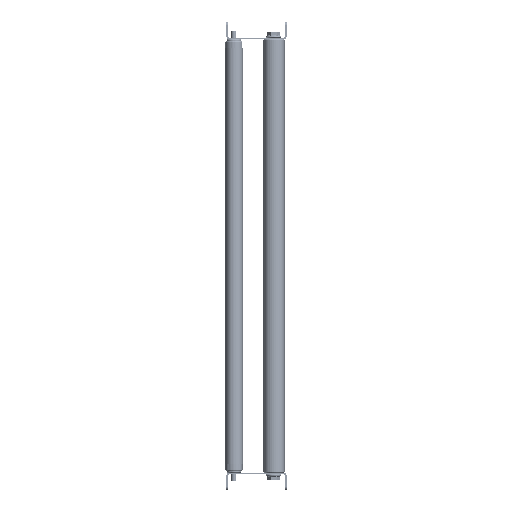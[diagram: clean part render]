
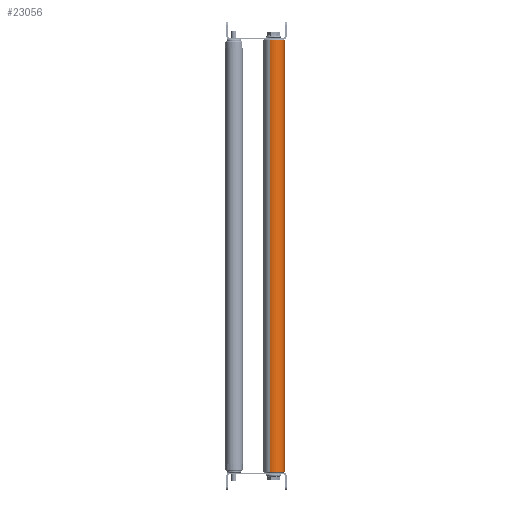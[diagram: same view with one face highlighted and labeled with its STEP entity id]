
A CAD part, left-side view. The second image highlights one B-rep face of the part: STEP entity #23056.
In plain terms, the highlighted cylindrical face has radius 12.5 mm (diameter 25 mm), a partial arc.
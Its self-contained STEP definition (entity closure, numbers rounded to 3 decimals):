
#227 = CARTESIAN_POINT ( 'NONE',  ( 500., 0., -12.5 ) ) ;
#272 = AXIS2_PLACEMENT_3D ( 'NONE', #15752, #17850, #1685 ) ;
#1666 = VERTEX_POINT ( 'NONE', #17757 ) ;
#1685 = DIRECTION ( 'NONE',  ( 0., 0., -1. ) ) ;
#1766 = CARTESIAN_POINT ( 'NONE',  ( 1., 0., -12.5 ) ) ;
#2459 = CARTESIAN_POINT ( 'NONE',  ( 499., 0., 12.5 ) ) ;
#3038 = DIRECTION ( 'NONE',  ( 0., 0., -1. ) ) ;
#3436 = DIRECTION ( 'NONE',  ( -1., 0., 0. ) ) ;
#4007 = CARTESIAN_POINT ( 'NONE',  ( 500., 0., 12.5 ) ) ;
#4895 = AXIS2_PLACEMENT_3D ( 'NONE', #19363, #3436, #5692 ) ;
#5402 = CARTESIAN_POINT ( 'NONE',  ( 499., 0., -12.5 ) ) ;
#5511 = EDGE_CURVE ( 'NONE', #9050, #15214, #24884, .T. ) ;
#5692 = DIRECTION ( 'NONE',  ( 0., 0., 1. ) ) ;
#7681 = CYLINDRICAL_SURFACE ( 'NONE', #4895, 12.5 ) ;
#8026 = EDGE_CURVE ( 'NONE', #21402, #9050, #23003, .T. ) ;
#8742 = CIRCLE ( 'NONE', #272, 12.5 ) ;
#8754 = CARTESIAN_POINT ( 'NONE',  ( 499., 0., 0. ) ) ;
#9050 = VERTEX_POINT ( 'NONE', #5402 ) ;
#9347 = ORIENTED_EDGE ( 'NONE', *, *, #8026, .T. ) ;
#9745 = DIRECTION ( 'NONE',  ( -1., 0., 0. ) ) ;
#11087 = VECTOR ( 'NONE', #9745, 1000. ) ;
#11682 = ORIENTED_EDGE ( 'NONE', *, *, #5511, .T. ) ;
#13296 = AXIS2_PLACEMENT_3D ( 'NONE', #8754, #25330, #3038 ) ;
#13741 = ORIENTED_EDGE ( 'NONE', *, *, #22361, .T. ) ;
#14789 = ORIENTED_EDGE ( 'NONE', *, *, #15148, .F. ) ;
#15148 = EDGE_CURVE ( 'NONE', #21402, #1666, #20060, .T. ) ;
#15214 = VERTEX_POINT ( 'NONE', #1766 ) ;
#15752 = CARTESIAN_POINT ( 'NONE',  ( 1., 0., 0. ) ) ;
#17757 = CARTESIAN_POINT ( 'NONE',  ( 1., 0., 12.5 ) ) ;
#17850 = DIRECTION ( 'NONE',  ( 1., 0., 0. ) ) ;
#19363 = CARTESIAN_POINT ( 'NONE',  ( 500., 0., 0. ) ) ;
#20060 = LINE ( 'NONE', #4007, #11087 ) ;
#21402 = VERTEX_POINT ( 'NONE', #2459 ) ;
#22361 = EDGE_CURVE ( 'NONE', #15214, #1666, #8742, .T. ) ;
#22364 = DIRECTION ( 'NONE',  ( -1., 0., 0. ) ) ;
#23003 = CIRCLE ( 'NONE', #13296, 12.5 ) ;
#23056 = ADVANCED_FACE ( 'NONE', ( #25474 ), #7681, .T. ) ;
#23600 = EDGE_LOOP ( 'NONE', ( #9347, #11682, #13741, #14789 ) ) ;
#24617 = VECTOR ( 'NONE', #22364, 1000. ) ;
#24884 = LINE ( 'NONE', #227, #24617 ) ;
#25330 = DIRECTION ( 'NONE',  ( -1., 0., 0. ) ) ;
#25474 = FACE_OUTER_BOUND ( 'NONE', #23600, .T. ) ;
